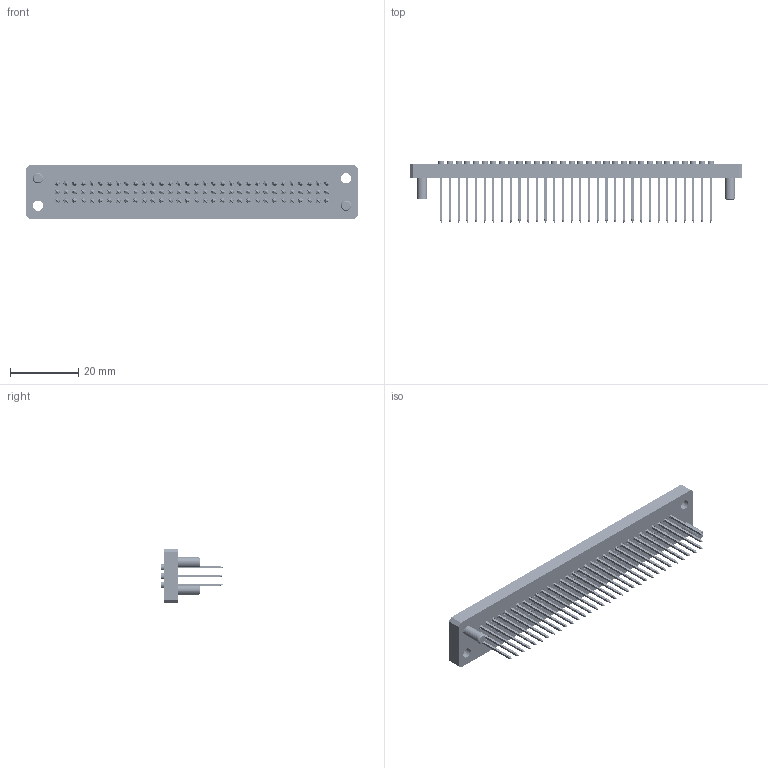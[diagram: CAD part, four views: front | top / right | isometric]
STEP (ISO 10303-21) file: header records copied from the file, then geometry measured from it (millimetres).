
FILE_DESCRIPTION (( 'STEP AP214' ), '1' );
FILE_NAME ('INGUN_112270.STEP', '2022-03-09T07:39:09', ( '' ), ( '' ), 'SwSTEP 2.0', 'SolidWorks 2018', '' );
FILE_SCHEMA (( 'AUTOMOTIVE_DESIGN' ));
Length unit declared in the file: millimetre
Products named in the file (4): KT-Master~-k-t_KT-158; INGUN_112270; DIN7991~n_M03,0x010 VA; 112269~1_S
Assembly tree (99 placements, depth 2):
  INGUN_112270
    112269~1_S
    KT-Master~-k-t_KT-158  x96
    DIN7991~n_M03,0x010 VA  x2
Bounding box: 97 x 17.85 x 16 mm (x, y, z)
Volume: 6414 mm3; surface area: 12849.1 mm2
Topology: 195 solids, 195 shells, 4302 faces, 9602 edges, 5788 vertices
Faces by surface type: cylinder 1778, plane 1360, cone 1164
Entity records: 10828 total; most frequent: DIRECTION 2029, CARTESIAN_POINT 1830, ORIENTED_EDGE 1582, AXIS2_PLACEMENT_3D 870, EDGE_CURVE 791, VERTEX_POINT 519, EDGE_LOOP 488, CIRCLE 484
